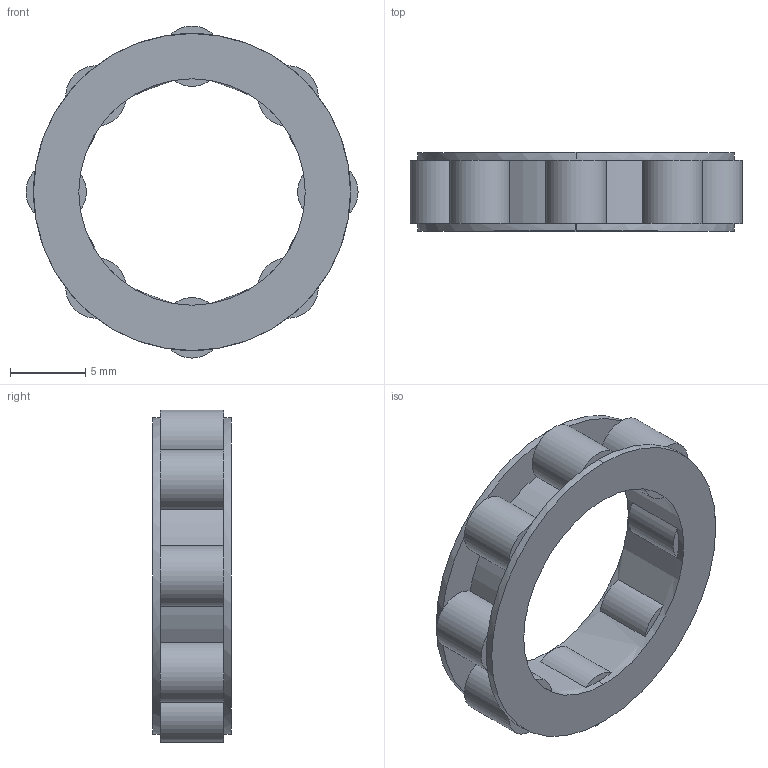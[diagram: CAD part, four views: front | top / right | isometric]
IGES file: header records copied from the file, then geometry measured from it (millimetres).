
Start section:  PTC IGES file: rl422-4.igs
Global section: file name: rl422-4.igs; native system: Creo Parametric by Parametric Technology Corporation; preprocessor: 2013150; author: sales 4; organization: Unknown; date: 20140320.113002; units: millimetre
Bounding box: 22 x 5.2 x 22 mm (x, y, z)
Surface area: 1232.4 mm2 (no closed solid volume)
Topology: 0 solids, 0 shells, 484 faces, 2636 edges, 2636 vertices
Faces by surface type: bspline 454, revolution 30
